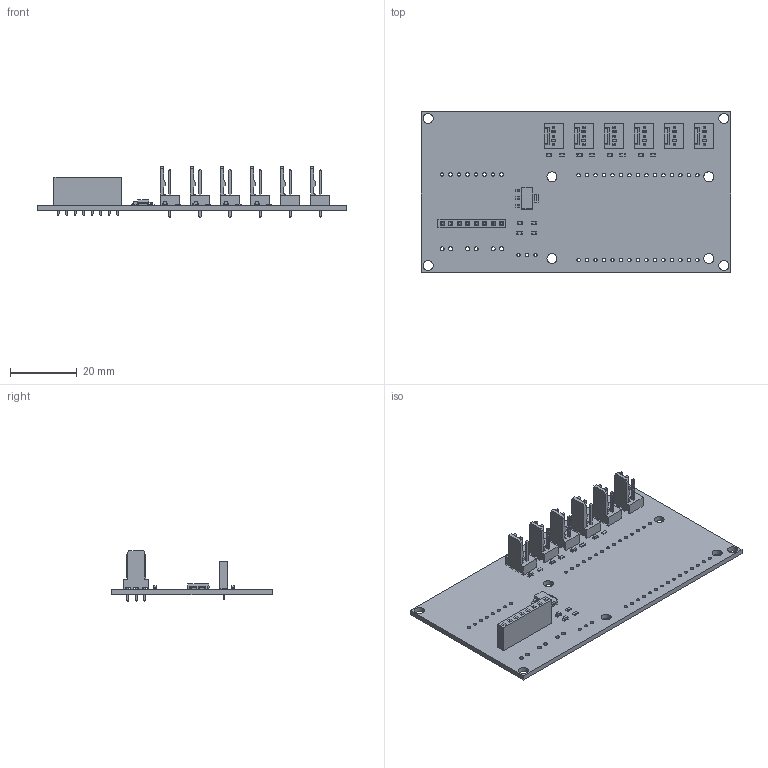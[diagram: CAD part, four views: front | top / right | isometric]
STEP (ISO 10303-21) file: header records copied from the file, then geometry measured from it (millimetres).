
FILE_DESCRIPTION(('KiCad electronic assembly'),'2;1');
FILE_NAME('OmegaKit_FX50.step','2025-07-26T11:09:19',('Pcbnew'),('Kicad' ),'Open CASCADE STEP processor 7.8','KiCad to STEP converter', 'Unknown');
FILE_SCHEMA(('AUTOMOTIVE_DESIGN { 1 0 10303 214 1 1 1 1 }'));
Length unit declared in the file: millimetre
Products named in the file (7): OmegaKit_FX50 1; Molex_KK-254_AE-6410-03A_1x03_P2.54mm_Vertical; PinSocket_1x08_P2.54mm_Vertical; LED_0603_1608Metric; R_0603_1608Metric; SOT-223; OmegaKit_FX50_PCB
Assembly tree (21 placements, depth 2):
  OmegaKit_FX50 1
    Molex_KK-254_AE-6410-03A_1x03_P2.54mm_Vertical  x6
    PinSocket_1x08_P2.54mm_Vertical
    LED_0603_1608Metric  x6
    R_0603_1608Metric  x6
    SOT-223
    OmegaKit_FX50_PCB
Bounding box: 92.5 x 48 x 15.26 mm (x, y, z)
Volume: 8069.5 mm3; surface area: 12811.7 mm2
Topology: 21 solids, 21 shells, 1385 faces, 3579 edges, 2294 vertices
Faces by surface type: plane 1170, cylinder 199, bspline 16
Full cylindrical faces by diameter (mm): 1 x19, 1.02 x30, 1.19 x18, 1.2 x6, 3 x8
Entity records: 21534 total; most frequent: CARTESIAN_POINT 3019, ORIENTED_EDGE 2898, DIRECTION 2773, EDGE_CURVE 1449, LINE 1205, VECTOR 1205, VERTEX_POINT 934, AXIS2_PLACEMENT_3D 784
